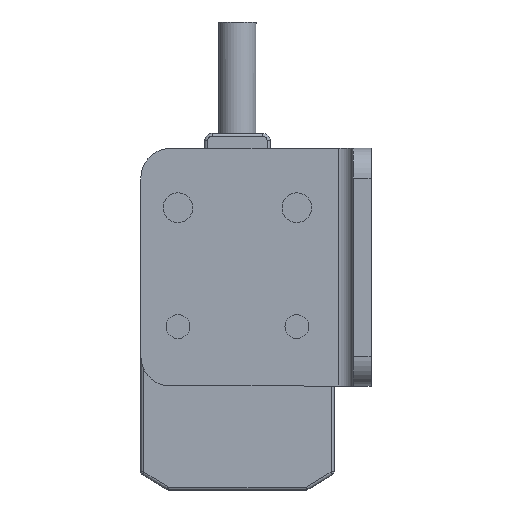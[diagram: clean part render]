
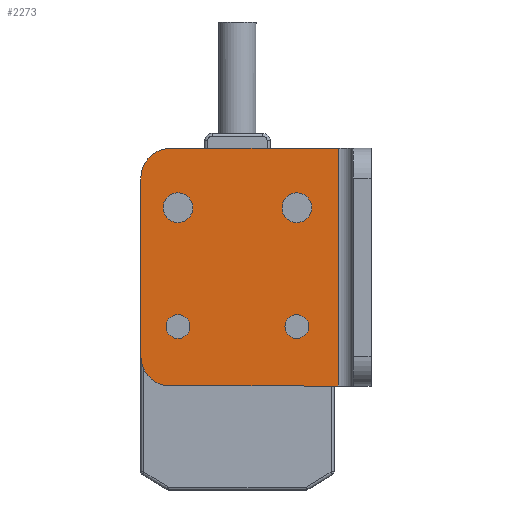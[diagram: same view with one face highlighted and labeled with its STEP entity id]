
A CAD part, front view. The second image highlights one B-rep face of the part: STEP entity #2273.
In plain terms, the highlighted planar face has unit normal (0, -1, 0).
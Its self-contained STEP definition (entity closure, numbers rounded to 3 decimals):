
#255 = DIRECTION ( 'NONE',  ( 0., -1., 0. ) ) ;
#420 = DIRECTION ( 'NONE',  ( -1., 0., 0. ) ) ;
#531 = ORIENTED_EDGE ( 'NONE', *, *, #8054, .F. ) ;
#611 = PLANE ( 'NONE',  #1467 ) ;
#933 = CARTESIAN_POINT ( 'NONE',  ( -10.488, -3.446, 38.75 ) ) ;
#1042 = CARTESIAN_POINT ( 'NONE',  ( -0.788, -3.446, 26.75 ) ) ;
#1065 = DIRECTION ( 'NONE',  ( 0., -1., 0. ) ) ;
#1393 = ORIENTED_EDGE ( 'NONE', *, *, #3877, .F. ) ;
#1467 = AXIS2_PLACEMENT_3D ( 'NONE', #2157, #13822, #420 ) ;
#1468 = DIRECTION ( 'NONE',  ( 0., -1., 0. ) ) ;
#1529 = VERTEX_POINT ( 'NONE', #9837 ) ;
#1591 = EDGE_CURVE ( 'NONE', #4684, #18964, #2274, .T. ) ;
#1871 = DIRECTION ( 'NONE',  ( 0., -1., 0. ) ) ;
#1995 = ORIENTED_EDGE ( 'NONE', *, *, #6899, .F. ) ;
#2087 = CIRCLE ( 'NONE', #18067, 0.8 ) ;
#2157 = CARTESIAN_POINT ( 'NONE',  ( -10.488, -3.446, 22.75 ) ) ;
#2273 = ADVANCED_FACE ( 'NONE', ( #3548, #17582, #6800, #5892, #2906 ), #611, .T. ) ;
#2274 = CIRCLE ( 'NONE', #8920, 0.8 ) ;
#2573 = VERTEX_POINT ( 'NONE', #16411 ) ;
#2584 = ORIENTED_EDGE ( 'NONE', *, *, #8726, .F. ) ;
#2757 = LINE ( 'NONE', #9166, #7112 ) ;
#2906 = FACE_OUTER_BOUND ( 'NONE', #12380, .T. ) ;
#2931 = CARTESIAN_POINT ( 'NONE',  ( -0.788, -3.446, 34.75 ) ) ;
#3073 = VERTEX_POINT ( 'NONE', #1042 ) ;
#3133 = DIRECTION ( 'NONE',  ( -1., 0., 0. ) ) ;
#3220 = CIRCLE ( 'NONE', #6140, 0.8 ) ;
#3235 = EDGE_LOOP ( 'NONE', ( #531, #9211 ) ) ;
#3353 = ORIENTED_EDGE ( 'NONE', *, *, #17105, .T. ) ;
#3548 = FACE_BOUND ( 'NONE', #9029, .T. ) ;
#3877 = EDGE_CURVE ( 'NONE', #12092, #18914, #2087, .T. ) ;
#3949 = CIRCLE ( 'NONE', #13755, 2. ) ;
#4043 = DIRECTION ( 'NONE',  ( 0., -1., 0. ) ) ;
#4124 = CARTESIAN_POINT ( 'NONE',  ( 0.812, -3.446, 34.75 ) ) ;
#4243 = CARTESIAN_POINT ( 'NONE',  ( 0.012, -3.446, 26.75 ) ) ;
#4249 = ORIENTED_EDGE ( 'NONE', *, *, #17399, .F. ) ;
#4600 = VERTEX_POINT ( 'NONE', #14841 ) ;
#4684 = VERTEX_POINT ( 'NONE', #4124 ) ;
#5090 = CIRCLE ( 'NONE', #16417, 0.8 ) ;
#5636 = DIRECTION ( 'NONE',  ( 0., 0., -1. ) ) ;
#5688 = CARTESIAN_POINT ( 'NONE',  ( -10.488, -3.446, 24.75 ) ) ;
#5789 = LINE ( 'NONE', #933, #8080 ) ;
#5892 = FACE_BOUND ( 'NONE', #12109, .T. ) ;
#6140 = AXIS2_PLACEMENT_3D ( 'NONE', #7459, #255, #10474 ) ;
#6470 = CARTESIAN_POINT ( 'NONE',  ( -7.188, -3.446, 26.75 ) ) ;
#6565 = CIRCLE ( 'NONE', #11603, 0.8 ) ;
#6765 = ORIENTED_EDGE ( 'NONE', *, *, #16624, .F. ) ;
#6800 = FACE_BOUND ( 'NONE', #9357, .T. ) ;
#6885 = DIRECTION ( 'NONE',  ( -1., 0., 0. ) ) ;
#6899 = EDGE_CURVE ( 'NONE', #16788, #2573, #14226, .T. ) ;
#7016 = EDGE_CURVE ( 'NONE', #18871, #14045, #3949, .T. ) ;
#7087 = ORIENTED_EDGE ( 'NONE', *, *, #1591, .F. ) ;
#7112 = VECTOR ( 'NONE', #15012, 1000. ) ;
#7308 = VERTEX_POINT ( 'NONE', #8979 ) ;
#7386 = AXIS2_PLACEMENT_3D ( 'NONE', #10678, #1871, #12046 ) ;
#7400 = VERTEX_POINT ( 'NONE', #12845 ) ;
#7459 = CARTESIAN_POINT ( 'NONE',  ( 0.012, -3.446, 26.75 ) ) ;
#7679 = ORIENTED_EDGE ( 'NONE', *, *, #16082, .F. ) ;
#8054 = EDGE_CURVE ( 'NONE', #1529, #3073, #3220, .T. ) ;
#8080 = VECTOR ( 'NONE', #18237, 1000. ) ;
#8481 = DIRECTION ( 'NONE',  ( -1., 0., 0. ) ) ;
#8726 = EDGE_CURVE ( 'NONE', #18964, #4684, #15421, .T. ) ;
#8920 = AXIS2_PLACEMENT_3D ( 'NONE', #14132, #17092, #6885 ) ;
#8932 = CARTESIAN_POINT ( 'NONE',  ( -8.788, -3.446, 34.75 ) ) ;
#8979 = CARTESIAN_POINT ( 'NONE',  ( 2.812, -3.446, 22.75 ) ) ;
#9029 = EDGE_LOOP ( 'NONE', ( #1995, #7679 ) ) ;
#9166 = CARTESIAN_POINT ( 'NONE',  ( -10.488, -3.446, 22.75 ) ) ;
#9211 = ORIENTED_EDGE ( 'NONE', *, *, #14833, .F. ) ;
#9357 = EDGE_LOOP ( 'NONE', ( #1393, #4249 ) ) ;
#9559 = ORIENTED_EDGE ( 'NONE', *, *, #9873, .F. ) ;
#9587 = EDGE_CURVE ( 'NONE', #13909, #7308, #13763, .T. ) ;
#9837 = CARTESIAN_POINT ( 'NONE',  ( 0.812, -3.446, 26.75 ) ) ;
#9873 = EDGE_CURVE ( 'NONE', #18871, #7400, #5789, .T. ) ;
#9883 = CARTESIAN_POINT ( 'NONE',  ( -7.988, -3.446, 26.75 ) ) ;
#9977 = AXIS2_PLACEMENT_3D ( 'NONE', #4243, #4043, #17331 ) ;
#10474 = DIRECTION ( 'NONE',  ( -1., 0., 0. ) ) ;
#10525 = DIRECTION ( 'NONE',  ( 1., 0., 0. ) ) ;
#10678 = CARTESIAN_POINT ( 'NONE',  ( 0.012, -3.446, 34.75 ) ) ;
#10715 = AXIS2_PLACEMENT_3D ( 'NONE', #12009, #15108, #18106 ) ;
#11148 = DIRECTION ( 'NONE',  ( -1., 0., 0. ) ) ;
#11224 = CARTESIAN_POINT ( 'NONE',  ( -7.988, -3.446, 34.75 ) ) ;
#11329 = ORIENTED_EDGE ( 'NONE', *, *, #12480, .F. ) ;
#11373 = DIRECTION ( 'NONE',  ( 0., -1., 0. ) ) ;
#11398 = CARTESIAN_POINT ( 'NONE',  ( -7.988, -3.446, 34.75 ) ) ;
#11603 = AXIS2_PLACEMENT_3D ( 'NONE', #9883, #1065, #11148 ) ;
#11757 = VECTOR ( 'NONE', #5636, 1000. ) ;
#11957 = ORIENTED_EDGE ( 'NONE', *, *, #9587, .F. ) ;
#12009 = CARTESIAN_POINT ( 'NONE',  ( -7.988, -3.446, 26.75 ) ) ;
#12046 = DIRECTION ( 'NONE',  ( -1., 0., 0. ) ) ;
#12092 = VERTEX_POINT ( 'NONE', #13567 ) ;
#12109 = EDGE_LOOP ( 'NONE', ( #7087, #2584 ) ) ;
#12380 = EDGE_LOOP ( 'NONE', ( #11329, #3353, #9559, #14670, #6765, #11957 ) ) ;
#12480 = EDGE_CURVE ( 'NONE', #4600, #13909, #14266, .T. ) ;
#12845 = CARTESIAN_POINT ( 'NONE',  ( -10.488, -3.446, 36.75 ) ) ;
#12945 = AXIS2_PLACEMENT_3D ( 'NONE', #14781, #1468, #3133 ) ;
#13466 = CARTESIAN_POINT ( 'NONE',  ( -10.488, -3.446, 38.75 ) ) ;
#13567 = CARTESIAN_POINT ( 'NONE',  ( -7.188, -3.446, 34.75 ) ) ;
#13755 = AXIS2_PLACEMENT_3D ( 'NONE', #18566, #11373, #15781 ) ;
#13763 = LINE ( 'NONE', #14348, #11757 ) ;
#13822 = DIRECTION ( 'NONE',  ( 0., -1., 0. ) ) ;
#13909 = VERTEX_POINT ( 'NONE', #18169 ) ;
#14045 = VERTEX_POINT ( 'NONE', #18444 ) ;
#14068 = DIRECTION ( 'NONE',  ( 0., -1., 0. ) ) ;
#14132 = CARTESIAN_POINT ( 'NONE',  ( 0.012, -3.446, 34.75 ) ) ;
#14226 = CIRCLE ( 'NONE', #10715, 0.8 ) ;
#14266 = LINE ( 'NONE', #13466, #17770 ) ;
#14298 = DIRECTION ( 'NONE',  ( -1., 0., 0. ) ) ;
#14348 = CARTESIAN_POINT ( 'NONE',  ( 2.812, -3.446, 38.75 ) ) ;
#14670 = ORIENTED_EDGE ( 'NONE', *, *, #7016, .T. ) ;
#14781 = CARTESIAN_POINT ( 'NONE',  ( -8.488, -3.446, 36.75 ) ) ;
#14833 = EDGE_CURVE ( 'NONE', #3073, #1529, #18242, .T. ) ;
#14841 = CARTESIAN_POINT ( 'NONE',  ( -8.488, -3.446, 38.75 ) ) ;
#15012 = DIRECTION ( 'NONE',  ( -1., 0., 0. ) ) ;
#15108 = DIRECTION ( 'NONE',  ( 0., -1., 0. ) ) ;
#15252 = CIRCLE ( 'NONE', #12945, 2. ) ;
#15421 = CIRCLE ( 'NONE', #7386, 0.8 ) ;
#15781 = DIRECTION ( 'NONE',  ( -1., 0., 0. ) ) ;
#16082 = EDGE_CURVE ( 'NONE', #2573, #16788, #6565, .T. ) ;
#16411 = CARTESIAN_POINT ( 'NONE',  ( -8.788, -3.446, 26.75 ) ) ;
#16417 = AXIS2_PLACEMENT_3D ( 'NONE', #11224, #14068, #8481 ) ;
#16624 = EDGE_CURVE ( 'NONE', #7308, #14045, #2757, .T. ) ;
#16788 = VERTEX_POINT ( 'NONE', #6470 ) ;
#17092 = DIRECTION ( 'NONE',  ( 0., -1., 0. ) ) ;
#17105 = EDGE_CURVE ( 'NONE', #4600, #7400, #15252, .T. ) ;
#17314 = DIRECTION ( 'NONE',  ( 0., -1., 0. ) ) ;
#17331 = DIRECTION ( 'NONE',  ( -1., 0., 0. ) ) ;
#17399 = EDGE_CURVE ( 'NONE', #18914, #12092, #5090, .T. ) ;
#17582 = FACE_BOUND ( 'NONE', #3235, .T. ) ;
#17770 = VECTOR ( 'NONE', #10525, 1000. ) ;
#18067 = AXIS2_PLACEMENT_3D ( 'NONE', #11398, #17314, #14298 ) ;
#18106 = DIRECTION ( 'NONE',  ( -1., 0., 0. ) ) ;
#18169 = CARTESIAN_POINT ( 'NONE',  ( 2.812, -3.446, 38.75 ) ) ;
#18237 = DIRECTION ( 'NONE',  ( 0., 0., 1. ) ) ;
#18242 = CIRCLE ( 'NONE', #9977, 0.8 ) ;
#18444 = CARTESIAN_POINT ( 'NONE',  ( -8.488, -3.446, 22.75 ) ) ;
#18566 = CARTESIAN_POINT ( 'NONE',  ( -8.488, -3.446, 24.75 ) ) ;
#18871 = VERTEX_POINT ( 'NONE', #5688 ) ;
#18914 = VERTEX_POINT ( 'NONE', #8932 ) ;
#18964 = VERTEX_POINT ( 'NONE', #2931 ) ;
